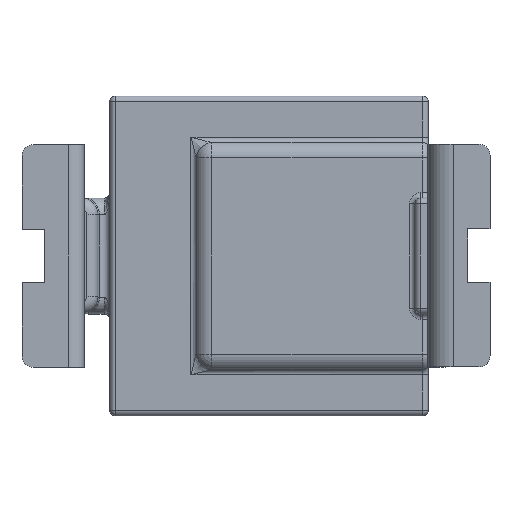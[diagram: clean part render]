
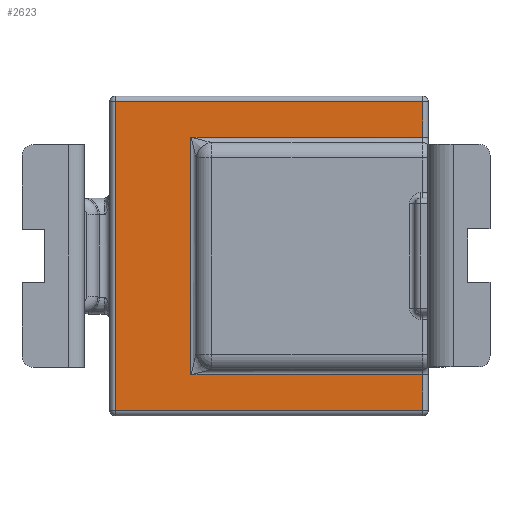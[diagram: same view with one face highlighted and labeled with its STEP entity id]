
A CAD part, front view. The second image highlights one B-rep face of the part: STEP entity #2623.
In plain terms, the highlighted planar face has unit normal (0, -1, 0).
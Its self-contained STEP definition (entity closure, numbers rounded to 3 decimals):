
#2596 = VERTEX_POINT ( 'NONE', #4773 ) ;
#2597 = VERTEX_POINT ( 'NONE', #4786 ) ;
#2605 = VERTEX_POINT ( 'NONE', #4819 ) ;
#2613 = EDGE_LOOP ( 'NONE', ( #2627, #2631, #2643, #2645, #2638, #2646, #2662, #2655 ) ) ;
#2615 = EDGE_CURVE ( 'NONE', #2644, #2596, #4846, .T. ) ;
#2622 = VERTEX_POINT ( 'NONE', #4831 ) ;
#2623 = ADVANCED_FACE ( 'NONE', ( #4836 ), #4812, .T. ) ;
#2624 = EDGE_CURVE ( 'NONE', #2596, #2605, #4102, .T. ) ;
#2627 = ORIENTED_EDGE ( 'NONE', *, *, #2624, .T. ) ;
#2629 = EDGE_CURVE ( 'NONE', #2605, #2639, #4264, .T. ) ;
#2630 = VERTEX_POINT ( 'NONE', #4830 ) ;
#2631 = ORIENTED_EDGE ( 'NONE', *, *, #2629, .T. ) ;
#2632 = EDGE_CURVE ( 'NONE', #2597, #2641, #4079, .T. ) ;
#2638 = ORIENTED_EDGE ( 'NONE', *, *, #2640, .T. ) ;
#2639 = VERTEX_POINT ( 'NONE', #4865 ) ;
#2640 = EDGE_CURVE ( 'NONE', #2622, #2597, #4862, .T. ) ;
#2641 = VERTEX_POINT ( 'NONE', #4901 ) ;
#2642 = EDGE_CURVE ( 'NONE', #2630, #2622, #4866, .T. ) ;
#2643 = ORIENTED_EDGE ( 'NONE', *, *, #2647, .T. ) ;
#2644 = VERTEX_POINT ( 'NONE', #4868 ) ;
#2645 = ORIENTED_EDGE ( 'NONE', *, *, #2642, .T. ) ;
#2646 = ORIENTED_EDGE ( 'NONE', *, *, #2632, .T. ) ;
#2647 = EDGE_CURVE ( 'NONE', #2639, #2630, #4896, .T. ) ;
#2655 = ORIENTED_EDGE ( 'NONE', *, *, #2615, .T. ) ;
#2658 = EDGE_CURVE ( 'NONE', #2641, #2644, #4924, .T. ) ;
#2662 = ORIENTED_EDGE ( 'NONE', *, *, #2658, .T. ) ;
#4079 = LINE ( 'NONE', #4345, #4344 ) ;
#4102 = LINE ( 'NONE', #4362, #4373 ) ;
#4264 = LINE ( 'NONE', #4357, #4355 ) ;
#4344 = VECTOR ( 'NONE', #4361, 1000. ) ;
#4345 = CARTESIAN_POINT ( 'NONE',  ( 7.15, -2.34, -6.932 ) ) ;
#4350 = DIRECTION ( 'NONE',  ( 1., 0., 0. ) ) ;
#4355 = VECTOR ( 'NONE', #4350, 1000. ) ;
#4356 = DIRECTION ( 'NONE',  ( 0., 0., 1. ) ) ;
#4357 = CARTESIAN_POINT ( 'NONE',  ( 0., -2.34, 5.332 ) ) ;
#4361 = DIRECTION ( 'NONE',  ( 1., 0., 0. ) ) ;
#4362 = CARTESIAN_POINT ( 'NONE',  ( -3.5, -2.34, 0. ) ) ;
#4373 = VECTOR ( 'NONE', #4356, 1000. ) ;
#4773 = CARTESIAN_POINT ( 'NONE',  ( -3.5, -2.34, -5.332 ) ) ;
#4786 = CARTESIAN_POINT ( 'NONE',  ( -6.9, -2.34, -6.932 ) ) ;
#4812 = PLANE ( 'NONE',  #4850 ) ;
#4819 = CARTESIAN_POINT ( 'NONE',  ( -3.5, -2.34, 5.332 ) ) ;
#4827 = DIRECTION ( 'NONE',  ( 0., 0., -1. ) ) ;
#4828 = DIRECTION ( 'NONE',  ( 0., -1., 0. ) ) ;
#4829 = CARTESIAN_POINT ( 'NONE',  ( 0., -2.34, 0. ) ) ;
#4830 = CARTESIAN_POINT ( 'NONE',  ( 6.9, -2.34, 6.932 ) ) ;
#4831 = CARTESIAN_POINT ( 'NONE',  ( -6.9, -2.34, 6.932 ) ) ;
#4836 = FACE_OUTER_BOUND ( 'NONE', #2613, .T. ) ;
#4843 = DIRECTION ( 'NONE',  ( -1., 0., 0. ) ) ;
#4844 = VECTOR ( 'NONE', #4843, 1000. ) ;
#4845 = CARTESIAN_POINT ( 'NONE',  ( 0., -2.34, -5.332 ) ) ;
#4846 = LINE ( 'NONE', #4845, #4844 ) ;
#4850 = AXIS2_PLACEMENT_3D ( 'NONE', #4829, #4828, #4827 ) ;
#4857 = CARTESIAN_POINT ( 'NONE',  ( 6.9, -2.34, 7.182 ) ) ;
#4862 = LINE ( 'NONE', #4864, #4900 ) ;
#4864 = CARTESIAN_POINT ( 'NONE',  ( -6.9, -2.34, -7.182 ) ) ;
#4865 = CARTESIAN_POINT ( 'NONE',  ( 6.9, -2.34, 5.332 ) ) ;
#4866 = LINE ( 'NONE', #4895, #4894 ) ;
#4868 = CARTESIAN_POINT ( 'NONE',  ( 6.9, -2.34, -5.332 ) ) ;
#4889 = DIRECTION ( 'NONE',  ( 0., 0., 1. ) ) ;
#4890 = VECTOR ( 'NONE', #4889, 1000. ) ;
#4893 = DIRECTION ( 'NONE',  ( -1., 0., 0. ) ) ;
#4894 = VECTOR ( 'NONE', #4893, 1000. ) ;
#4895 = CARTESIAN_POINT ( 'NONE',  ( -7.15, -2.34, 6.932 ) ) ;
#4896 = LINE ( 'NONE', #4857, #4890 ) ;
#4899 = DIRECTION ( 'NONE',  ( 0., 0., -1. ) ) ;
#4900 = VECTOR ( 'NONE', #4899, 1000. ) ;
#4901 = CARTESIAN_POINT ( 'NONE',  ( 6.9, -2.34, -6.932 ) ) ;
#4921 = DIRECTION ( 'NONE',  ( 0., 0., 1. ) ) ;
#4922 = VECTOR ( 'NONE', #4921, 1000. ) ;
#4923 = CARTESIAN_POINT ( 'NONE',  ( 6.9, -2.34, -5.082 ) ) ;
#4924 = LINE ( 'NONE', #4923, #4922 ) ;
